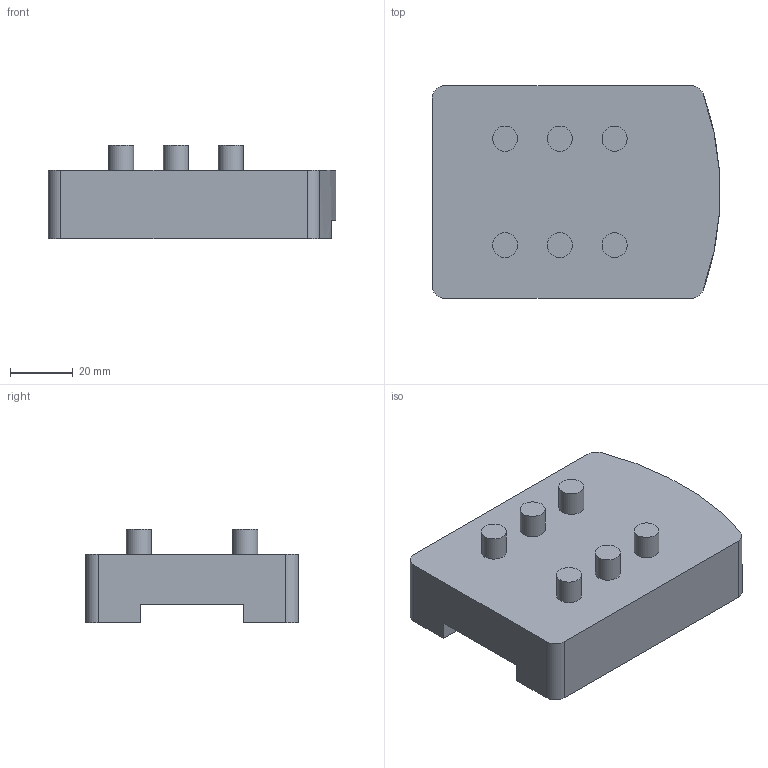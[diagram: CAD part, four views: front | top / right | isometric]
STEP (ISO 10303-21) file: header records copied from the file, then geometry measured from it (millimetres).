
FILE_DESCRIPTION((''),'1');
FILE_NAME('CB-TW200.stp','2022-09-22T02:31:34',(''),(''),'Spatial Interop R21 SP3','Kubotek KeyCreator 2011 V10.0.2 (22737)',' ');
FILE_SCHEMA(('automotive_design'));
Length unit declared in the file: millimetre
Products named in the file (1): 240[2]
Bounding box: 91.83 x 68 x 30 mm (x, y, z)
Volume: 118531.2 mm3; surface area: 20783.9 mm2
Topology: 1 solids, 1 shells, 26 faces, 54 edges, 36 vertices
Faces by surface type: plane 15, cylinder 11
Full cylindrical faces by diameter (mm): 8 x6
Entity records: 1252 total; most frequent: DIRECTION 126, CARTESIAN_POINT 111, PRESENTATION_STYLE_ASSIGNMENT 102, COLOUR_RGB 102, ORIENTED_EDGE 96, STYLED_ITEM 75, CURVE_STYLE 75, DRAUGHTING_PRE_DEFINED_CURVE_FONT 75
